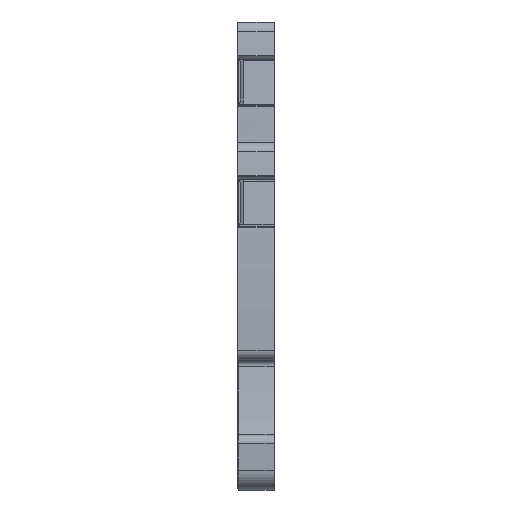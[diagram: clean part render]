
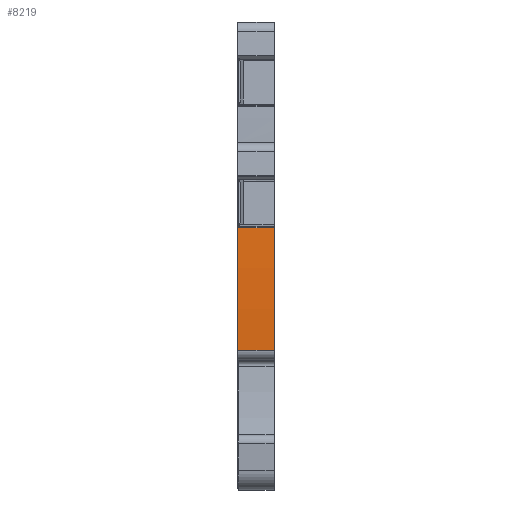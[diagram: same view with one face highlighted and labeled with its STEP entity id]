
A CAD part, front view. The second image highlights one B-rep face of the part: STEP entity #8219.
In plain terms, the highlighted cylindrical face has radius 122.2 mm (diameter 244.4 mm), a partial arc.
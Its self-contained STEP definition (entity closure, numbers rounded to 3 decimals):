
#667=AXIS2_PLACEMENT_3D('Circle Axis2P3D',#665,#666,$) ;
#7530=AXIS2_PLACEMENT_3D('Cylinder Axis2P3D',#7527,#7528,#7529) ;
#8203=AXIS2_PLACEMENT_3D('Circle Axis2P3D',#8201,#8202,$) ;
#662=CARTESIAN_POINT('Vertex',(3.5,1.748,25.212)) ;
#665=CARTESIAN_POINT('Axis2P3D Location',(3.5,123.675,17.05)) ;
#669=CARTESIAN_POINT('Vertex',(3.5,1.529,13.42)) ;
#7527=CARTESIAN_POINT('Axis2P3D Location',(1.75,123.675,17.05)) ;
#8185=CARTESIAN_POINT('Vertex',(0.,1.748,25.212)) ;
#8188=CARTESIAN_POINT('Line Origine',(1.75,1.748,25.212)) ;
#8201=CARTESIAN_POINT('Axis2P3D Location',(0.,123.675,17.05)) ;
#8205=CARTESIAN_POINT('Vertex',(0.,1.529,13.42)) ;
#8208=CARTESIAN_POINT('Line Origine',(1.75,1.529,13.42)) ;
#666=DIRECTION('Axis2P3D Direction',(1.,0.,0.)) ;
#7528=DIRECTION('Axis2P3D Direction',(1.,0.,0.)) ;
#7529=DIRECTION('Axis2P3D XDirection',(0.,-0.992,0.126)) ;
#8189=DIRECTION('Vector Direction',(1.,0.,0.)) ;
#8202=DIRECTION('Axis2P3D Direction',(1.,0.,0.)) ;
#8209=DIRECTION('Vector Direction',(1.,0.,0.)) ;
#8190=VECTOR('Line Direction',#8189,1.) ;
#8210=VECTOR('Line Direction',#8209,1.) ;
#8214=ORIENTED_EDGE('',*,*,#8207,.T.) ;
#8215=ORIENTED_EDGE('',*,*,#8212,.F.) ;
#8216=ORIENTED_EDGE('',*,*,#671,.F.) ;
#8217=ORIENTED_EDGE('',*,*,#8192,.T.) ;
#8219=ADVANCED_FACE('V1',(#8218),#7531,.T.) ;
#668=CIRCLE('generated circle',#667,122.2) ;
#8204=CIRCLE('generated circle',#8203,122.2) ;
#7531=CYLINDRICAL_SURFACE('generated cylinder',#7530,122.2) ;
#671=EDGE_CURVE('',#663,#670,#668,.T.) ;
#8192=EDGE_CURVE('',#663,#8186,#8191,.F.) ;
#8207=EDGE_CURVE('',#8186,#8206,#8204,.T.) ;
#8212=EDGE_CURVE('',#670,#8206,#8211,.F.) ;
#8213=EDGE_LOOP('',(#8214,#8215,#8216,#8217)) ;
#8218=FACE_OUTER_BOUND('',#8213,.T.) ;
#8191=LINE('Line',#8188,#8190) ;
#8211=LINE('Line',#8208,#8210) ;
#663=VERTEX_POINT('',#662) ;
#670=VERTEX_POINT('',#669) ;
#8186=VERTEX_POINT('',#8185) ;
#8206=VERTEX_POINT('',#8205) ;
